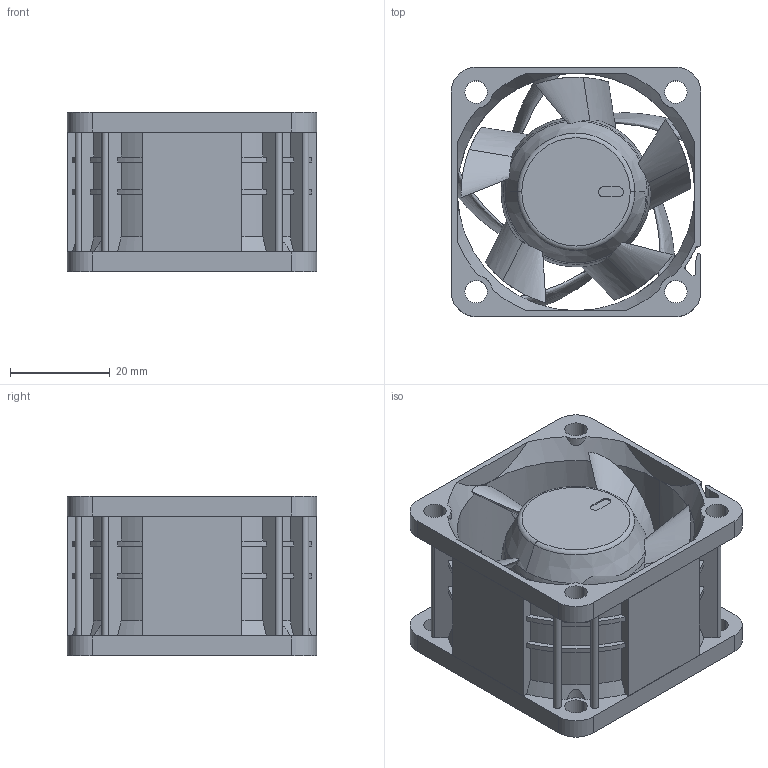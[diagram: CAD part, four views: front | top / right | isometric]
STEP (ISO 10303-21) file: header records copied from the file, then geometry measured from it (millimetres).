
FILE_DESCRIPTION((''),'2;1');
FILE_NAME('1','2013-09-26T',('dingguo.xu'),(''),'PRO/ENGINEER BY PARAMETRIC TECHNOLOGY CORPORATION, 2012480','PRO/ENGINEER BY PARAMETRIC TECHNOLOGY CORPORATION, 2012480','');
FILE_SCHEMA(('CONFIG_CONTROL_DESIGN'));
Length unit declared in the file: millimetre
Products named in the file (1): 1
Bounding box: 50 x 50 x 32 mm (x, y, z)
Volume: 30748.6 mm3; surface area: 22279.3 mm2
Topology: 2 solids, 2 shells, 426 faces, 1288 edges, 857 vertices
Faces by surface type: cylinder 151, plane 124, bspline 113, cone 26, revolution 10, torus 2
Entity records: 27447 total; most frequent: CARTESIAN_POINT 16693, ORIENTED_EDGE 2576, DIRECTION 1810, EDGE_CURVE 1288, VERTEX_POINT 857, AXIS2_PLACEMENT_3D 675, B_SPLINE_CURVE_WITH_KNOTS 476, VECTOR 450
